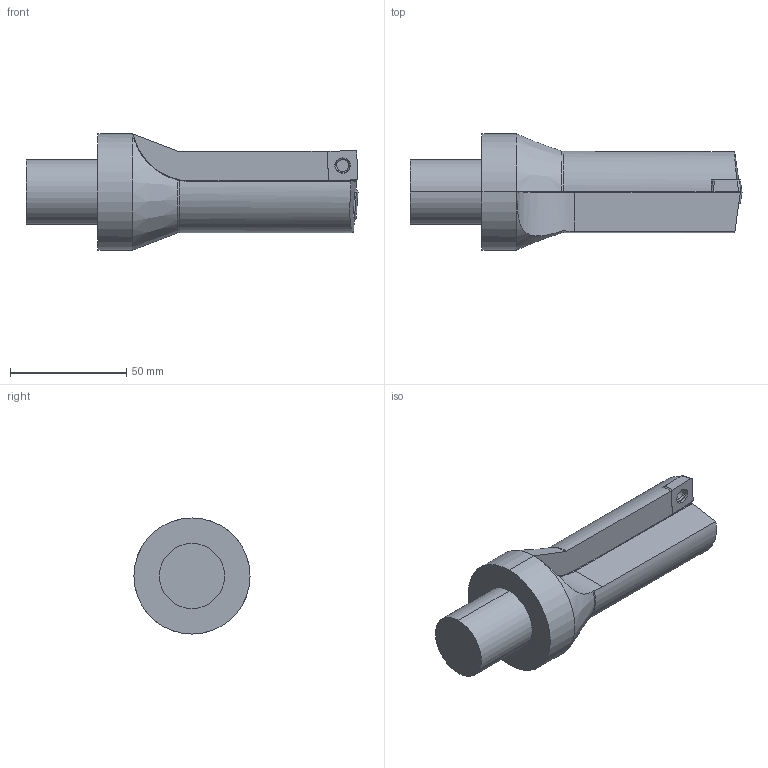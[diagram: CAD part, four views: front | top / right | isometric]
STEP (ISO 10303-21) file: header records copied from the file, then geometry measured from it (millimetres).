
FILE_DESCRIPTION((''),'2;1');
FILE_NAME('1087936095_ASM','2021-02-02T12:27:38',('thiemer'),(''),'CREO PARAMETRIC BY PTC INC, 2020053','CREO PARAMETRIC BY PTC INC, 2020053','');
FILE_SCHEMA(('AP242_MANAGED_MODEL_BASED_3D_ENGINEERING_MIM_LF { 1 0 10303 442 1 1 4 }'));
Length unit declared in the file: millimetre
Products named in the file (3): 1087936095NC; 1087936095C; 1087936095_ASM
Assembly tree (3 placements, depth 2):
  1087936095_ASM
    1087936095NC
    1087936095C  x2
Bounding box: 143 x 50 x 50 mm (x, y, z)
Volume: 116862.7 mm3; surface area: 21430.7 mm2
Topology: 3 solids, 3 shells, 79 faces, 286 edges, 215 vertices
Faces by surface type: plane 33, cylinder 30, torus 10, cone 6
Entity records: 4165 total; most frequent: CARTESIAN_POINT 634, DIRECTION 456, ORIENTED_EDGE 296, PRESENTATION_STYLE_ASSIGNMENT 259, STYLED_ITEM 259, CURVE_STYLE 256, AXIS2_PLACEMENT_3D 152, VECTOR 152
